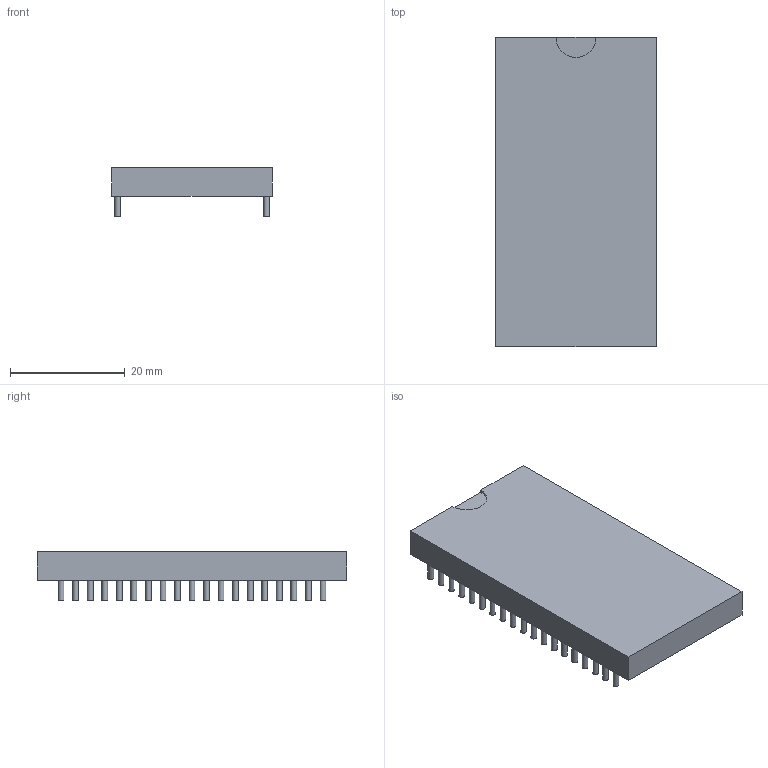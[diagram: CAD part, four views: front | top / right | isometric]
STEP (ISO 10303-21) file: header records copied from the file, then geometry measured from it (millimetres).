
FILE_DESCRIPTION(('FreeCAD Model'),'2;1');
FILE_NAME('13492746.1.1.stp','2021-01-07T07:28:16',( 'Author'),(''),'Open CASCADE STEP processor 6.9','FreeCAD','Unknown' );
FILE_SCHEMA(('AUTOMOTIVE_DESIGN { 1 0 10303 214 1 1 1 1 }'));
Length unit declared in the file: millimetre
Products named in the file (3): ASSEMBLY; Body; PinsArrayLR
Assembly tree (2 placements, depth 2):
  ASSEMBLY
    Body
    PinsArrayLR
Bounding box: 28 x 54 x 8.5 mm (x, y, z)
Volume: 7654.8 mm3; surface area: 4323.5 mm2
Topology: 39 solids, 39 shells, 122 faces, 132 edges, 88 vertices
Faces by surface type: plane 83, cylinder 39
Full cylindrical faces by diameter (mm): 1 x38
Entity records: 4351 total; most frequent: DIRECTION 720, CARTESIAN_POINT 613, ORIENTED_EDGE 264, PCURVE 264, DEFINITIONAL_REPRESENTATION 264, LINE 236, VECTOR 236, AXIS2_PLACEMENT_3D 203
